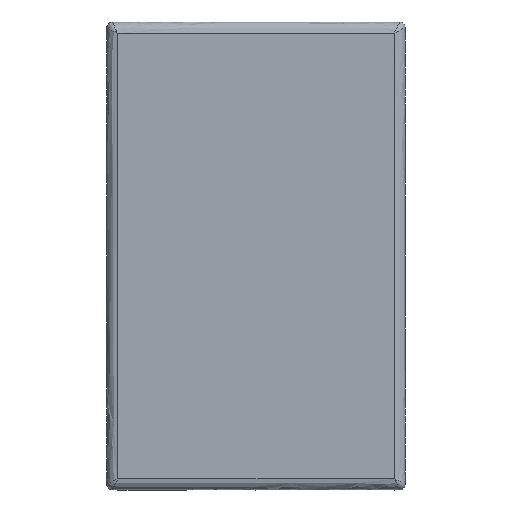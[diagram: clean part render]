
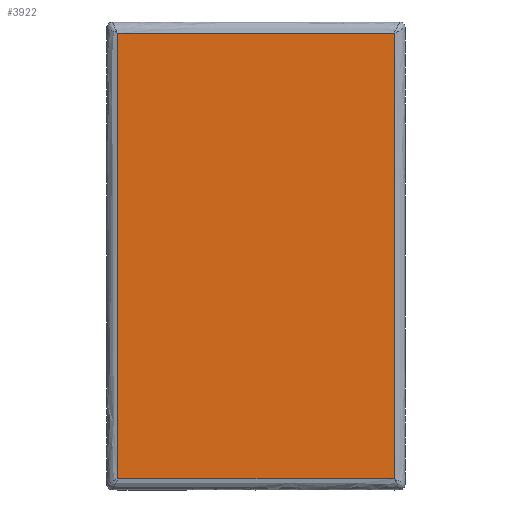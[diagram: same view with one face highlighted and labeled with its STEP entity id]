
A CAD part, top view. The second image highlights one B-rep face of the part: STEP entity #3922.
In plain terms, the highlighted free-form (B-spline) face has degree [1, 1] with [2, 2] control points.
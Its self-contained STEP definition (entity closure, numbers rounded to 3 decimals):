
#3922 = ADVANCED_FACE('',(#3923),#3953,.T.);
#3923 = FACE_BOUND('',#3924,.T.);
#3924 = EDGE_LOOP('',(#3925,#3934,#3941,#3948));
#3925 = ORIENTED_EDGE('',*,*,#3926,.T.);
#3926 = EDGE_CURVE('',#3927,#3929,#3931,.T.);
#3927 = VERTEX_POINT('',#3928);
#3928 = CARTESIAN_POINT('',(-38.139,59.078,
    1.496));
#3929 = VERTEX_POINT('',#3930);
#3930 = CARTESIAN_POINT('',(-38.139,-60.574,
    1.496));
#3931 = B_SPLINE_CURVE_WITH_KNOTS('',1,(#3932,#3933),.UNSPECIFIED.,.F.,
  .F.,(2,2),(0.,80.),.PIECEWISE_BEZIER_KNOTS.);
#3932 = CARTESIAN_POINT('',(-38.139,59.078,
    1.496));
#3933 = CARTESIAN_POINT('',(-38.139,-60.574,
    1.496));
#3934 = ORIENTED_EDGE('',*,*,#3935,.T.);
#3935 = EDGE_CURVE('',#3929,#3936,#3938,.T.);
#3936 = VERTEX_POINT('',#3937);
#3937 = CARTESIAN_POINT('',(36.643,-60.574,
    1.496));
#3938 = B_SPLINE_CURVE_WITH_KNOTS('',1,(#3939,#3940),.UNSPECIFIED.,.F.,
  .F.,(2,2),(0.,50.),.PIECEWISE_BEZIER_KNOTS.);
#3939 = CARTESIAN_POINT('',(-38.139,-60.574,
    1.496));
#3940 = CARTESIAN_POINT('',(36.643,-60.574,
    1.496));
#3941 = ORIENTED_EDGE('',*,*,#3942,.T.);
#3942 = EDGE_CURVE('',#3936,#3943,#3945,.T.);
#3943 = VERTEX_POINT('',#3944);
#3944 = CARTESIAN_POINT('',(36.643,59.078,
    1.496));
#3945 = B_SPLINE_CURVE_WITH_KNOTS('',1,(#3946,#3947),.UNSPECIFIED.,.F.,
  .F.,(2,2),(0.,80.),.PIECEWISE_BEZIER_KNOTS.);
#3946 = CARTESIAN_POINT('',(36.643,-60.574,
    1.496));
#3947 = CARTESIAN_POINT('',(36.643,59.078,
    1.496));
#3948 = ORIENTED_EDGE('',*,*,#3949,.T.);
#3949 = EDGE_CURVE('',#3943,#3927,#3950,.T.);
#3950 = B_SPLINE_CURVE_WITH_KNOTS('',1,(#3951,#3952),.UNSPECIFIED.,.F.,
  .F.,(2,2),(0.,50.),.PIECEWISE_BEZIER_KNOTS.);
#3951 = CARTESIAN_POINT('',(36.643,59.078,
    1.496));
#3952 = CARTESIAN_POINT('',(-38.139,59.078,
    1.496));
#3953 = B_SPLINE_SURFACE_WITH_KNOTS('',1,1,(
    (#3954,#3955)
    ,(#3956,#3957
    )),.UNSPECIFIED.,.F.,.F.,.F.,(2,2),(2,2),(-25.,25.),(-40.,40.),
  .PIECEWISE_BEZIER_KNOTS.);
#3954 = CARTESIAN_POINT('',(-38.139,-60.574,
    1.496));
#3955 = CARTESIAN_POINT('',(-38.139,59.078,
    1.496));
#3956 = CARTESIAN_POINT('',(36.643,-60.574,
    1.496));
#3957 = CARTESIAN_POINT('',(36.643,59.078,
    1.496));
